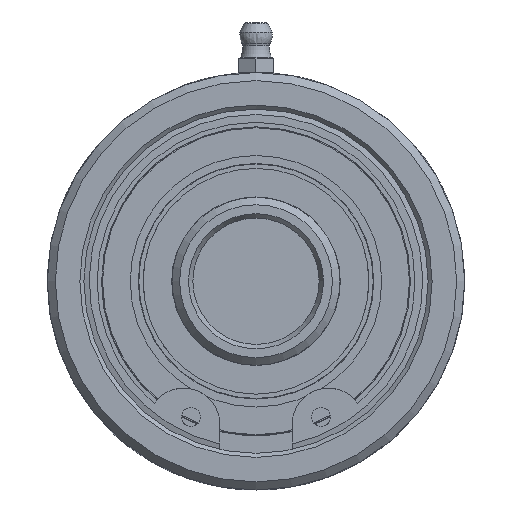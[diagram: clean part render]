
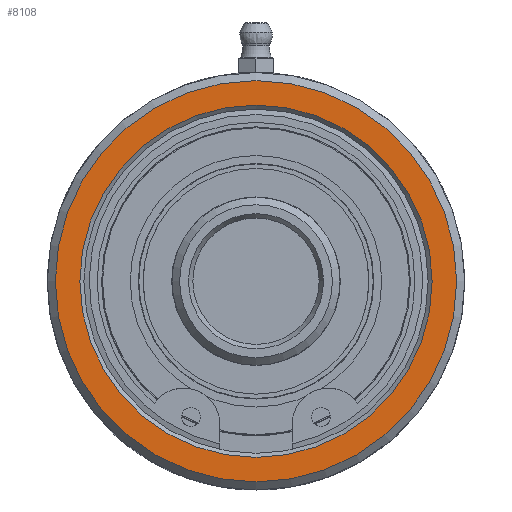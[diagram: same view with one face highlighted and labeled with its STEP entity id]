
A CAD part, left-side view. The second image highlights one B-rep face of the part: STEP entity #8108.
In plain terms, the highlighted planar face has unit normal (-1, 0, 0).
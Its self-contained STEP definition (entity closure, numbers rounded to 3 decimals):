
#764=FACE_BOUND('',#2500,.T.);
#1997=FACE_OUTER_BOUND('',#2499,.T.);
#2499=EDGE_LOOP('',(#6894));
#2500=EDGE_LOOP('',(#6895));
#2814=CIRCLE('',#8806,39.7);
#2815=CIRCLE('',#8808,34.85);
#3598=VERTEX_POINT('',#18362);
#3599=VERTEX_POINT('',#18366);
#4723=EDGE_CURVE('',#3598,#3598,#2814,.T.);
#4724=EDGE_CURVE('',#3599,#3599,#2815,.T.);
#6894=ORIENTED_EDGE('',*,*,#4723,.F.);
#6895=ORIENTED_EDGE('',*,*,#4724,.F.);
#7540=PLANE('',#8807);
#8108=ADVANCED_FACE('',(#1997,#764),#7540,.F.);
#8806=AXIS2_PLACEMENT_3D('',#18364,#10539,#10540);
#8807=AXIS2_PLACEMENT_3D('',#18365,#10541,#10542);
#8808=AXIS2_PLACEMENT_3D('',#18367,#10543,#10544);
#10539=DIRECTION('center_axis',(1.,0.,0.));
#10540=DIRECTION('ref_axis',(0.,0.,1.));
#10541=DIRECTION('center_axis',(1.,0.,0.));
#10542=DIRECTION('ref_axis',(0.,0.,1.));
#10543=DIRECTION('center_axis',(-1.,0.,0.));
#10544=DIRECTION('ref_axis',(0.,0.,-1.));
#18362=CARTESIAN_POINT('',(-46.09,0.,-39.7));
#18364=CARTESIAN_POINT('Origin',(-46.09,0.,0.));
#18365=CARTESIAN_POINT('Origin',(-46.09,0.,-20.65));
#18366=CARTESIAN_POINT('',(-46.09,0.,34.85));
#18367=CARTESIAN_POINT('Origin',(-46.09,0.,0.));
